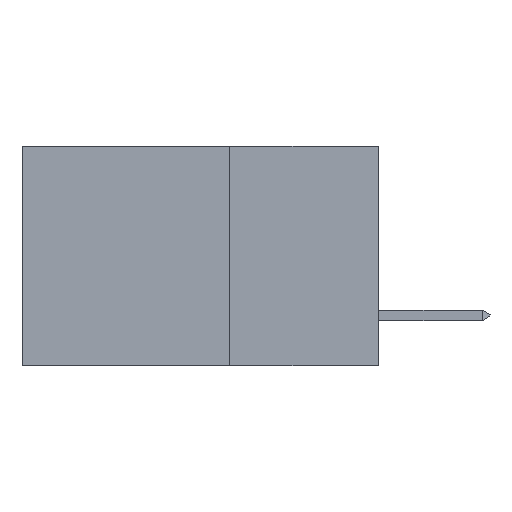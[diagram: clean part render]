
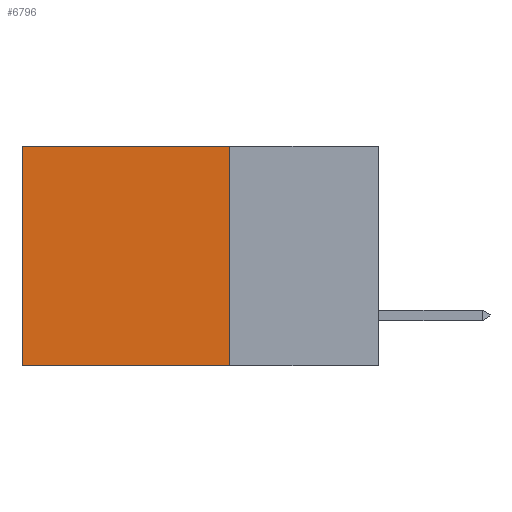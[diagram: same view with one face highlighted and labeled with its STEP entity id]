
A CAD part, left-side view. The second image highlights one B-rep face of the part: STEP entity #6796.
In plain terms, the highlighted planar face has unit normal (-1, 0, 0).
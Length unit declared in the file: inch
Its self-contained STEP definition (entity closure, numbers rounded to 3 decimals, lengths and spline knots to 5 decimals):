
#280 = DIRECTION ( 'NONE',  ( 0., 0., -1. ) ) ;
#412 = VERTEX_POINT ( 'NONE', #8605 ) ;
#737 = CARTESIAN_POINT ( 'NONE',  ( 0.298, 0.6, 0. ) ) ;
#1725 = DIRECTION ( 'NONE',  ( 1., 0., 0. ) ) ;
#5275 = VECTOR ( 'NONE', #13983, 39.37008 ) ;
#5328 = DIRECTION ( 'NONE',  ( 0., 0., -1. ) ) ;
#5632 = LINE ( 'NONE', #15843, #9193 ) ;
#5946 = AXIS2_PLACEMENT_3D ( 'NONE', #12265, #1725, #280 ) ;
#6161 = EDGE_CURVE ( 'NONE', #14224, #6565, #18145, .T. ) ;
#6565 = VERTEX_POINT ( 'NONE', #15385 ) ;
#6796 = ADVANCED_FACE ( 'NONE', ( #16945 ), #15278, .F. ) ;
#6875 = CARTESIAN_POINT ( 'NONE',  ( 0.298, 0.25, -0.37 ) ) ;
#7941 = VECTOR ( 'NONE', #19311, 39.37008 ) ;
#8605 = CARTESIAN_POINT ( 'NONE',  ( 0.298, 0.25, 0. ) ) ;
#9193 = VECTOR ( 'NONE', #5328, 39.37008 ) ;
#9610 = LINE ( 'NONE', #16784, #7941 ) ;
#10448 = EDGE_CURVE ( 'NONE', #412, #19364, #5632, .T. ) ;
#10479 = ORIENTED_EDGE ( 'NONE', *, *, #10448, .F. ) ;
#12069 = ORIENTED_EDGE ( 'NONE', *, *, #6161, .T. ) ;
#12265 = CARTESIAN_POINT ( 'NONE',  ( 0.298, 0.25, 0. ) ) ;
#12627 = ORIENTED_EDGE ( 'NONE', *, *, #13690, .F. ) ;
#12798 = EDGE_LOOP ( 'NONE', ( #12069, #12627, #10479, #17425 ) ) ;
#13690 = EDGE_CURVE ( 'NONE', #19364, #6565, #19437, .T. ) ;
#13983 = DIRECTION ( 'NONE',  ( 0., 1., 0. ) ) ;
#14224 = VERTEX_POINT ( 'NONE', #737 ) ;
#14851 = VECTOR ( 'NONE', #19288, 39.37008 ) ;
#15278 = PLANE ( 'NONE',  #5946 ) ;
#15385 = CARTESIAN_POINT ( 'NONE',  ( 0.298, 0.6, -0.37 ) ) ;
#15843 = CARTESIAN_POINT ( 'NONE',  ( 0.298, 0.25, 0. ) ) ;
#16745 = CARTESIAN_POINT ( 'NONE',  ( 0.298, 0.25, -0.37 ) ) ;
#16784 = CARTESIAN_POINT ( 'NONE',  ( 0.298, 0.25, 0. ) ) ;
#16945 = FACE_OUTER_BOUND ( 'NONE', #12798, .T. ) ;
#17425 = ORIENTED_EDGE ( 'NONE', *, *, #18658, .T. ) ;
#18145 = LINE ( 'NONE', #19162, #14851 ) ;
#18658 = EDGE_CURVE ( 'NONE', #412, #14224, #9610, .T. ) ;
#19162 = CARTESIAN_POINT ( 'NONE',  ( 0.298, 0.6, 0. ) ) ;
#19288 = DIRECTION ( 'NONE',  ( 0., 0., -1. ) ) ;
#19311 = DIRECTION ( 'NONE',  ( 0., 1., 0. ) ) ;
#19364 = VERTEX_POINT ( 'NONE', #6875 ) ;
#19437 = LINE ( 'NONE', #16745, #5275 ) ;
